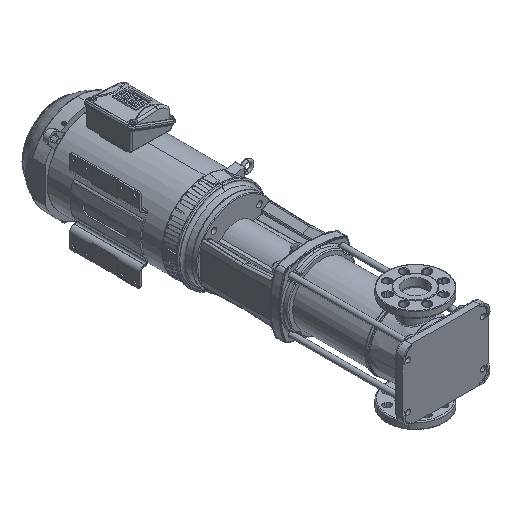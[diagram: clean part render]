
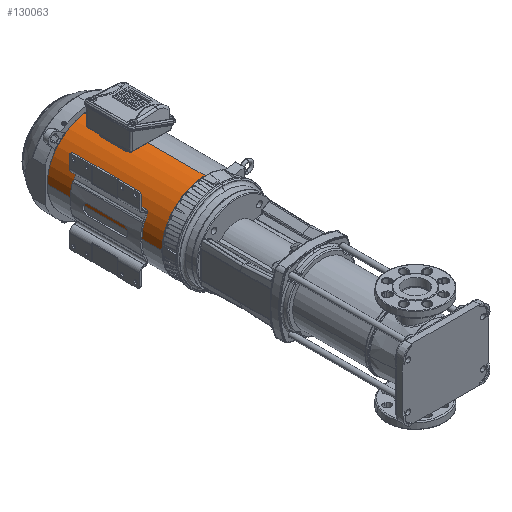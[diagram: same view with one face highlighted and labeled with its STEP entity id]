
A CAD part, isometric view. The second image highlights one B-rep face of the part: STEP entity #130063.
In plain terms, the highlighted cylindrical face has radius 124.3 mm (diameter 248.6 mm), a partial arc.
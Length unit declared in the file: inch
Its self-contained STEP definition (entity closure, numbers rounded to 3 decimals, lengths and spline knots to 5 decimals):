
#2980 = EDGE_CURVE ( 'NONE', #85518, #37718, #131386, .T. ) ;
#7436 = ORIENTED_EDGE ( 'NONE', *, *, #95727, .F. ) ;
#12235 = EDGE_CURVE ( 'NONE', #85518, #115063, #179325, .T. ) ;
#17469 = CARTESIAN_POINT ( 'NONE',  ( 38.30292, -0.74874, 4.8937 ) ) ;
#23975 = VECTOR ( 'NONE', #131451, 39.37008 ) ;
#28059 = CARTESIAN_POINT ( 'NONE',  ( -6.94937, -5.64244, 0.00085 ) ) ;
#30336 = DIRECTION ( 'NONE',  ( -1., 0., 0. ) ) ;
#34051 = CARTESIAN_POINT ( 'NONE',  ( -6.94937, -0.74874, 0. ) ) ;
#37718 = VERTEX_POINT ( 'NONE', #106734 ) ;
#37903 = ORIENTED_EDGE ( 'NONE', *, *, #96678, .T. ) ;
#44651 = CARTESIAN_POINT ( 'NONE',  ( 6.01795, -0.74874, 0. ) ) ;
#45156 = DIRECTION ( 'NONE',  ( -1., 0., 0. ) ) ;
#52085 = FACE_OUTER_BOUND ( 'NONE', #127041, .T. ) ;
#53016 = CARTESIAN_POINT ( 'NONE',  ( 6.01795, -5.64244, 0.00085 ) ) ;
#53725 = CIRCLE ( 'NONE', #149176, 4.8937 ) ;
#59292 = DIRECTION ( 'NONE',  ( 0., -1., 0. ) ) ;
#65151 = CARTESIAN_POINT ( 'NONE',  ( 38.30292, -0.74874, 0. ) ) ;
#71712 = DIRECTION ( 'NONE',  ( -1., 0., 0. ) ) ;
#77317 = DIRECTION ( 'NONE',  ( -1., 0., 0. ) ) ;
#78198 = VERTEX_POINT ( 'NONE', #121389 ) ;
#85518 = VERTEX_POINT ( 'NONE', #53016 ) ;
#93683 = ORIENTED_EDGE ( 'NONE', *, *, #2980, .T. ) ;
#95727 = EDGE_CURVE ( 'NONE', #115063, #78198, #53725, .T. ) ;
#96678 = EDGE_CURVE ( 'NONE', #37718, #78198, #158528, .T. ) ;
#106734 = CARTESIAN_POINT ( 'NONE',  ( 6.01795, -0.74874, 4.8937 ) ) ;
#107227 = DIRECTION ( 'NONE',  ( 0., 0., 1. ) ) ;
#115063 = VERTEX_POINT ( 'NONE', #28059 ) ;
#121389 = CARTESIAN_POINT ( 'NONE',  ( -6.94937, -0.74874, 4.8937 ) ) ;
#127041 = EDGE_LOOP ( 'NONE', ( #93683, #37903, #7436, #132694 ) ) ;
#128730 = DIRECTION ( 'NONE',  ( 0., -1., 0. ) ) ;
#130063 = ADVANCED_FACE ( 'NONE', ( #52085 ), #178187, .T. ) ;
#130675 = AXIS2_PLACEMENT_3D ( 'NONE', #65151, #77317, #107227 ) ;
#131386 = CIRCLE ( 'NONE', #155225, 4.8937 ) ;
#131451 = DIRECTION ( 'NONE',  ( -1., 0., 0. ) ) ;
#132694 = ORIENTED_EDGE ( 'NONE', *, *, #12235, .F. ) ;
#133633 = CARTESIAN_POINT ( 'NONE',  ( 38.30292, -5.64244, 0.00085 ) ) ;
#149176 = AXIS2_PLACEMENT_3D ( 'NONE', #34051, #30336, #59292 ) ;
#155225 = AXIS2_PLACEMENT_3D ( 'NONE', #44651, #71712, #128730 ) ;
#158528 = LINE ( 'NONE', #17469, #23975 ) ;
#162931 = VECTOR ( 'NONE', #45156, 39.37008 ) ;
#178187 = CYLINDRICAL_SURFACE ( 'NONE', #130675, 4.8937 ) ;
#179325 = LINE ( 'NONE', #133633, #162931 ) ;
